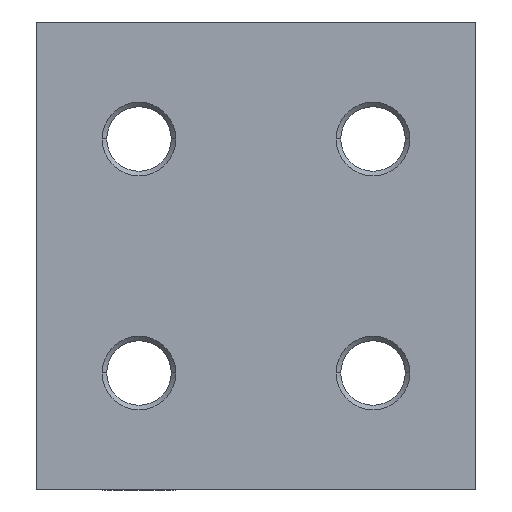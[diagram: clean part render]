
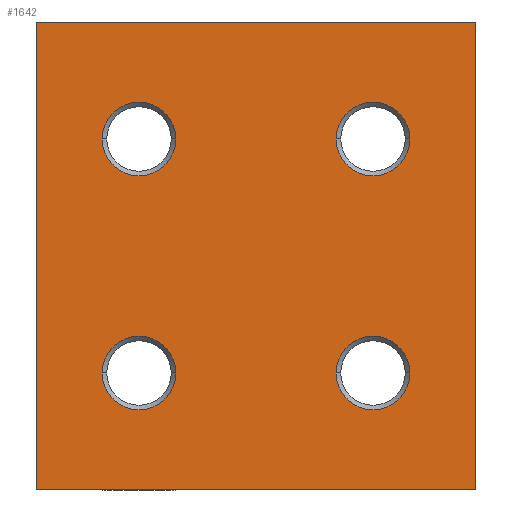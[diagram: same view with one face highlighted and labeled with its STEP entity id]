
A CAD part, front view. The second image highlights one B-rep face of the part: STEP entity #1642.
In plain terms, the highlighted planar face has unit normal (0, -1, 0).
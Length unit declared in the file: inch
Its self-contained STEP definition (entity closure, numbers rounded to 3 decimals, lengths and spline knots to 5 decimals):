
#14 = VERTEX_POINT ( 'NONE', #1410 ) ;
#22 = CARTESIAN_POINT ( 'NONE',  ( 0.44, -1., 0.5 ) ) ;
#52 = ORIENTED_EDGE ( 'NONE', *, *, #1836, .F. ) ;
#57 = CARTESIAN_POINT ( 'NONE',  ( 1.28252, -1., 0.5 ) ) ;
#92 = DIRECTION ( 'NONE',  ( 0., 0., 1. ) ) ;
#98 = CARTESIAN_POINT ( 'NONE',  ( 1.44, -1., 0.5 ) ) ;
#122 = AXIS2_PLACEMENT_3D ( 'NONE', #1128, #527, #677 ) ;
#125 = DIRECTION ( 'NONE',  ( 0., -1., 0. ) ) ;
#134 = DIRECTION ( 'NONE',  ( 0., -1., 0. ) ) ;
#143 = LINE ( 'NONE', #860, #1876 ) ;
#144 = VERTEX_POINT ( 'NONE', #748 ) ;
#148 = DIRECTION ( 'NONE',  ( 1., 0., 0. ) ) ;
#210 = LINE ( 'NONE', #245, #350 ) ;
#212 = EDGE_LOOP ( 'NONE', ( #525, #1839 ) ) ;
#221 = CARTESIAN_POINT ( 'NONE',  ( 0.28252, -1., -0.5 ) ) ;
#222 = DIRECTION ( 'NONE',  ( 0., -1., 0. ) ) ;
#223 = VECTOR ( 'NONE', #1034, 39.37008 ) ;
#240 = DIRECTION ( 'NONE',  ( 0., 1., 0. ) ) ;
#245 = CARTESIAN_POINT ( 'NONE',  ( 1.88, -1., -1. ) ) ;
#252 = DIRECTION ( 'NONE',  ( 1., 0., 0. ) ) ;
#260 = CARTESIAN_POINT ( 'NONE',  ( 0.44, -1., -0.5 ) ) ;
#271 = FACE_BOUND ( 'NONE', #1468, .T. ) ;
#275 = EDGE_CURVE ( 'NONE', #943, #1062, #352, .T. ) ;
#292 = CARTESIAN_POINT ( 'NONE',  ( 0., -1., 1. ) ) ;
#310 = AXIS2_PLACEMENT_3D ( 'NONE', #1471, #1787, #148 ) ;
#315 = DIRECTION ( 'NONE',  ( 1., 0., 0. ) ) ;
#336 = CARTESIAN_POINT ( 'NONE',  ( 0., -1., 0. ) ) ;
#350 = VECTOR ( 'NONE', #365, 39.37008 ) ;
#352 = LINE ( 'NONE', #336, #1199 ) ;
#365 = DIRECTION ( 'NONE',  ( 1., 0., 0. ) ) ;
#367 = VERTEX_POINT ( 'NONE', #1779 ) ;
#417 = DIRECTION ( 'NONE',  ( 1., 0., 0. ) ) ;
#420 = AXIS2_PLACEMENT_3D ( 'NONE', #973, #240, #92 ) ;
#476 = ORIENTED_EDGE ( 'NONE', *, *, #727, .F. ) ;
#492 = CARTESIAN_POINT ( 'NONE',  ( 0., -1., -1. ) ) ;
#525 = ORIENTED_EDGE ( 'NONE', *, *, #575, .F. ) ;
#527 = DIRECTION ( 'NONE',  ( 0., -1., 0. ) ) ;
#530 = EDGE_CURVE ( 'NONE', #772, #144, #907, .T. ) ;
#555 = FACE_BOUND ( 'NONE', #212, .T. ) ;
#562 = AXIS2_PLACEMENT_3D ( 'NONE', #873, #1496, #667 ) ;
#575 = EDGE_CURVE ( 'NONE', #14, #1537, #647, .T. ) ;
#607 = VERTEX_POINT ( 'NONE', #57 ) ;
#610 = AXIS2_PLACEMENT_3D ( 'NONE', #1376, #222, #1672 ) ;
#611 = DIRECTION ( 'NONE',  ( 0., -1., 0. ) ) ;
#629 = CARTESIAN_POINT ( 'NONE',  ( 0.28252, -1., 0.5 ) ) ;
#643 = EDGE_CURVE ( 'NONE', #367, #814, #1169, .T. ) ;
#645 = EDGE_CURVE ( 'NONE', #1062, #144, #210, .T. ) ;
#647 = CIRCLE ( 'NONE', #122, 0.15748 ) ;
#649 = VERTEX_POINT ( 'NONE', #1418 ) ;
#653 = FACE_OUTER_BOUND ( 'NONE', #1114, .T. ) ;
#667 = DIRECTION ( 'NONE',  ( 1., 0., 0. ) ) ;
#677 = DIRECTION ( 'NONE',  ( 1., 0., 0. ) ) ;
#727 = EDGE_CURVE ( 'NONE', #1130, #1587, #1323, .T. ) ;
#731 = EDGE_CURVE ( 'NONE', #649, #607, #805, .T. ) ;
#739 = EDGE_LOOP ( 'NONE', ( #1106, #1493 ) ) ;
#740 = ORIENTED_EDGE ( 'NONE', *, *, #731, .F. ) ;
#748 = CARTESIAN_POINT ( 'NONE',  ( 1.88, -1., -1. ) ) ;
#772 = VERTEX_POINT ( 'NONE', #1443 ) ;
#802 = EDGE_CURVE ( 'NONE', #814, #367, #986, .T. ) ;
#805 = CIRCLE ( 'NONE', #1820, 0.15748 ) ;
#814 = VERTEX_POINT ( 'NONE', #857 ) ;
#843 = DIRECTION ( 'NONE',  ( 0., -1., 0. ) ) ;
#849 = CARTESIAN_POINT ( 'NONE',  ( 1.44, -1., -0.5 ) ) ;
#857 = CARTESIAN_POINT ( 'NONE',  ( 1.59748, -1., -0.5 ) ) ;
#860 = CARTESIAN_POINT ( 'NONE',  ( 1.88, -1., 1. ) ) ;
#865 = DIRECTION ( 'NONE',  ( 1., 0., 0. ) ) ;
#873 = CARTESIAN_POINT ( 'NONE',  ( 1.44, -1., 0.5 ) ) ;
#903 = EDGE_CURVE ( 'NONE', #1537, #14, #929, .T. ) ;
#907 = LINE ( 'NONE', #1155, #223 ) ;
#914 = EDGE_CURVE ( 'NONE', #1587, #1130, #1297, .T. ) ;
#929 = CIRCLE ( 'NONE', #1140, 0.15748 ) ;
#943 = VERTEX_POINT ( 'NONE', #292 ) ;
#973 = CARTESIAN_POINT ( 'NONE',  ( 1.88, -1., 1. ) ) ;
#986 = CIRCLE ( 'NONE', #1871, 0.15748 ) ;
#1016 = EDGE_CURVE ( 'NONE', #607, #649, #1363, .T. ) ;
#1034 = DIRECTION ( 'NONE',  ( 0., 0., -1. ) ) ;
#1060 = DIRECTION ( 'NONE',  ( 1., 0., 0. ) ) ;
#1062 = VERTEX_POINT ( 'NONE', #492 ) ;
#1086 = ORIENTED_EDGE ( 'NONE', *, *, #530, .F. ) ;
#1106 = ORIENTED_EDGE ( 'NONE', *, *, #802, .F. ) ;
#1114 = EDGE_LOOP ( 'NONE', ( #1767, #1086, #52, #1688 ) ) ;
#1128 = CARTESIAN_POINT ( 'NONE',  ( 0.44, -1., 0.5 ) ) ;
#1130 = VERTEX_POINT ( 'NONE', #221 ) ;
#1140 = AXIS2_PLACEMENT_3D ( 'NONE', #22, #611, #1060 ) ;
#1145 = FACE_BOUND ( 'NONE', #739, .T. ) ;
#1155 = CARTESIAN_POINT ( 'NONE',  ( 1.88, -1., 0. ) ) ;
#1169 = CIRCLE ( 'NONE', #610, 0.15748 ) ;
#1199 = VECTOR ( 'NONE', #1812, 39.37008 ) ;
#1297 = CIRCLE ( 'NONE', #310, 0.15748 ) ;
#1323 = CIRCLE ( 'NONE', #1625, 0.15748 ) ;
#1363 = CIRCLE ( 'NONE', #562, 0.15748 ) ;
#1376 = CARTESIAN_POINT ( 'NONE',  ( 1.44, -1., -0.5 ) ) ;
#1392 = EDGE_LOOP ( 'NONE', ( #1803, #476 ) ) ;
#1410 = CARTESIAN_POINT ( 'NONE',  ( 0.59748, -1., 0.5 ) ) ;
#1418 = CARTESIAN_POINT ( 'NONE',  ( 1.59748, -1., 0.5 ) ) ;
#1443 = CARTESIAN_POINT ( 'NONE',  ( 1.88, -1., 1. ) ) ;
#1468 = EDGE_LOOP ( 'NONE', ( #740, #1759 ) ) ;
#1471 = CARTESIAN_POINT ( 'NONE',  ( 0.44, -1., -0.5 ) ) ;
#1493 = ORIENTED_EDGE ( 'NONE', *, *, #643, .F. ) ;
#1496 = DIRECTION ( 'NONE',  ( 0., -1., 0. ) ) ;
#1537 = VERTEX_POINT ( 'NONE', #629 ) ;
#1587 = VERTEX_POINT ( 'NONE', #1677 ) ;
#1625 = AXIS2_PLACEMENT_3D ( 'NONE', #260, #134, #865 ) ;
#1642 = ADVANCED_FACE ( 'NONE', ( #653, #1831, #555, #271, #1145 ), #1702, .F. ) ;
#1672 = DIRECTION ( 'NONE',  ( 1., 0., 0. ) ) ;
#1677 = CARTESIAN_POINT ( 'NONE',  ( 0.59748, -1., -0.5 ) ) ;
#1688 = ORIENTED_EDGE ( 'NONE', *, *, #275, .T. ) ;
#1702 = PLANE ( 'NONE',  #420 ) ;
#1759 = ORIENTED_EDGE ( 'NONE', *, *, #1016, .F. ) ;
#1767 = ORIENTED_EDGE ( 'NONE', *, *, #645, .T. ) ;
#1779 = CARTESIAN_POINT ( 'NONE',  ( 1.28252, -1., -0.5 ) ) ;
#1787 = DIRECTION ( 'NONE',  ( 0., -1., 0. ) ) ;
#1803 = ORIENTED_EDGE ( 'NONE', *, *, #914, .F. ) ;
#1812 = DIRECTION ( 'NONE',  ( 0., 0., -1. ) ) ;
#1820 = AXIS2_PLACEMENT_3D ( 'NONE', #98, #843, #252 ) ;
#1831 = FACE_BOUND ( 'NONE', #1392, .T. ) ;
#1836 = EDGE_CURVE ( 'NONE', #943, #772, #143, .T. ) ;
#1839 = ORIENTED_EDGE ( 'NONE', *, *, #903, .F. ) ;
#1871 = AXIS2_PLACEMENT_3D ( 'NONE', #849, #125, #417 ) ;
#1876 = VECTOR ( 'NONE', #315, 39.37008 ) ;
